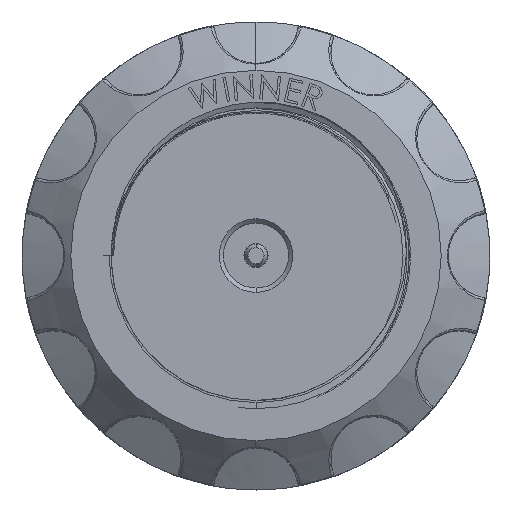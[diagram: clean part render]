
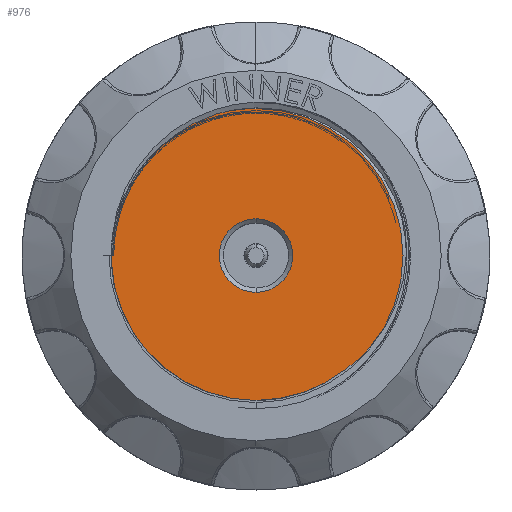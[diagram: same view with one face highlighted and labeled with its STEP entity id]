
A CAD part, top view. The second image highlights one B-rep face of the part: STEP entity #976.
In plain terms, the highlighted planar face has unit normal (0, 0, 1).
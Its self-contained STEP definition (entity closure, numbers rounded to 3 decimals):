
#420 = EDGE_CURVE ( 'NONE', #23418, #23429, #10324, .T. ) ;
#423 = EDGE_CURVE ( 'NONE', #23430, #23418, #10320, .T. ) ;
#440 = EDGE_CURVE ( 'NONE', #23339, #23670, #24228, .T. ) ;
#450 = EDGE_CURVE ( 'NONE', #23670, #23332, #10304, .T. ) ;
#455 = EDGE_CURVE ( 'NONE', #23332, #23430, #10299, .T. ) ;
#459 = EDGE_CURVE ( 'NONE', #23429, #23339, #24234, .T. ) ;
#469 = EDGE_CURVE ( 'NONE', #23388, #23387, #10290, .T. ) ;
#976 = ADVANCED_FACE ( 'NONE', ( #9814, #9805 ), #9137, .F. ) ;
#2805 = DIRECTION ( 'NONE',  ( 0., -1., 0. ) ) ;
#2806 = DIRECTION ( 'NONE',  ( 0., 0., -1. ) ) ;
#2808 = CARTESIAN_POINT ( 'NONE',  ( 0., 0., 70.4 ) ) ;
#3367 = AXIS2_PLACEMENT_3D ( 'NONE', #2808, #2806, #2805 ) ;
#6200 = CIRCLE ( 'NONE', #3367, 2.6 ) ;
#9137 = PLANE ( 'NONE',  #15440 ) ;
#9189 = DIRECTION ( 'NONE',  ( 0., 0., -1. ) ) ;
#9487 = DIRECTION ( 'NONE',  ( 0., -1., 0. ) ) ;
#9502 = CARTESIAN_POINT ( 'NONE',  ( 0., 0., 70.4 ) ) ;
#9805 = FACE_OUTER_BOUND ( 'NONE', #11218, .T. ) ;
#9814 = FACE_BOUND ( 'NONE', #12722, .T. ) ;
#10290 = CIRCLE ( 'NONE', #22101, 2.6 ) ;
#10299 = CIRCLE ( 'NONE', #22115, 10.4 ) ;
#10301 = VECTOR ( 'NONE', #17612, 1000. ) ;
#10304 = LINE ( 'NONE', #17647, #10301 ) ;
#10320 = CIRCLE ( 'NONE', #22085, 10.4 ) ;
#10324 = CIRCLE ( 'NONE', #22135, 10.4 ) ;
#11218 = EDGE_LOOP ( 'NONE', ( #15283, #15282, #15281, #15280, #15279, #15278 ) ) ;
#12722 = EDGE_LOOP ( 'NONE', ( #15285, #15284 ) ) ;
#15278 = ORIENTED_EDGE ( 'NONE', *, *, #459, .T. ) ;
#15279 = ORIENTED_EDGE ( 'NONE', *, *, #420, .T. ) ;
#15280 = ORIENTED_EDGE ( 'NONE', *, *, #423, .T. ) ;
#15281 = ORIENTED_EDGE ( 'NONE', *, *, #455, .T. ) ;
#15282 = ORIENTED_EDGE ( 'NONE', *, *, #450, .T. ) ;
#15283 = ORIENTED_EDGE ( 'NONE', *, *, #440, .T. ) ;
#15284 = ORIENTED_EDGE ( 'NONE', *, *, #469, .T. ) ;
#15285 = ORIENTED_EDGE ( 'NONE', *, *, #21668, .T. ) ;
#15440 = AXIS2_PLACEMENT_3D ( 'NONE', #9502, #9189, #9487 ) ;
#15509 = CARTESIAN_POINT ( 'NONE',  ( -10.063, 0., 70.4 ) ) ;
#15751 = CARTESIAN_POINT ( 'NONE',  ( 0., -10.4, 70.4 ) ) ;
#15752 = CARTESIAN_POINT ( 'NONE',  ( -2.702, 10.043, 70.4 ) ) ;
#15762 = CARTESIAN_POINT ( 'NONE',  ( 0., 10.4, 70.4 ) ) ;
#15788 = CARTESIAN_POINT ( 'NONE',  ( 0., -2.6, 70.4 ) ) ;
#15789 = CARTESIAN_POINT ( 'NONE',  ( 0., 2.6, 70.4 ) ) ;
#15832 = CARTESIAN_POINT ( 'NONE',  ( -7.656, 6.683, 70.4 ) ) ;
#15839 = CARTESIAN_POINT ( 'NONE',  ( -10.4, 0., 70.4 ) ) ;
#17262 = CARTESIAN_POINT ( 'NONE',  ( 0., 0., 70.4 ) ) ;
#17299 = DIRECTION ( 'NONE',  ( 0., -1., 0. ) ) ;
#17300 = DIRECTION ( 'NONE',  ( 0., 0., -1. ) ) ;
#17301 = CARTESIAN_POINT ( 'NONE',  ( 0., 0., 70.4 ) ) ;
#17449 = CARTESIAN_POINT ( 'NONE',  ( -7.656, 6.683, 70.4 ) ) ;
#17451 = CARTESIAN_POINT ( 'NONE',  ( -7.337, 7.081, 70.4 ) ) ;
#17453 = CARTESIAN_POINT ( 'NONE',  ( -6.99, 7.452, 70.4 ) ) ;
#17455 = CARTESIAN_POINT ( 'NONE',  ( -6.241, 8.141, 70.4 ) ) ;
#17457 = CARTESIAN_POINT ( 'NONE',  ( -5.842, 8.456, 70.4 ) ) ;
#17459 = CARTESIAN_POINT ( 'NONE',  ( -5.007, 9.018, 70.4 ) ) ;
#17461 = CARTESIAN_POINT ( 'NONE',  ( -4.571, 9.267, 70.4 ) ) ;
#17463 = CARTESIAN_POINT ( 'NONE',  ( -3.661, 9.704, 70.4 ) ) ;
#17476 = CARTESIAN_POINT ( 'NONE',  ( -2.702, 10.043, 70.4 ) ) ;
#17478 = CARTESIAN_POINT ( 'NONE',  ( -3.184, 9.892, 70.4 ) ) ;
#17518 = DIRECTION ( 'NONE',  ( 0., -1., 0. ) ) ;
#17520 = DIRECTION ( 'NONE',  ( 0., 0., 1. ) ) ;
#17522 = CARTESIAN_POINT ( 'NONE',  ( 0., 0., 70.4 ) ) ;
#17612 = DIRECTION ( 'NONE',  ( -1., 0., 0. ) ) ;
#17647 = CARTESIAN_POINT ( 'NONE',  ( 0., 0., 70.4 ) ) ;
#17824 = CARTESIAN_POINT ( 'NONE',  ( -10.063, 0., 70.4 ) ) ;
#17826 = CARTESIAN_POINT ( 'NONE',  ( -10.063, 0.605, 70.4 ) ) ;
#17832 = CARTESIAN_POINT ( 'NONE',  ( -10.01, 1.204, 70.4 ) ) ;
#17838 = CARTESIAN_POINT ( 'NONE',  ( -9.8, 2.393, 70.4 ) ) ;
#17840 = CARTESIAN_POINT ( 'NONE',  ( -9.643, 2.98, 70.4 ) ) ;
#17844 = CARTESIAN_POINT ( 'NONE',  ( -9.231, 4.114, 70.4 ) ) ;
#17846 = CARTESIAN_POINT ( 'NONE',  ( -8.976, 4.664, 70.4 ) ) ;
#17851 = CARTESIAN_POINT ( 'NONE',  ( -7.656, 6.683, 70.4 ) ) ;
#17892 = CARTESIAN_POINT ( 'NONE',  ( -8.035, 6.212, 70.4 ) ) ;
#17895 = CARTESIAN_POINT ( 'NONE',  ( -8.379, 5.712, 70.4 ) ) ;
#18174 = DIRECTION ( 'NONE',  ( 0., -1., 0. ) ) ;
#18176 = DIRECTION ( 'NONE',  ( 0., 0., 1. ) ) ;
#18180 = CARTESIAN_POINT ( 'NONE',  ( 0., 0., 70.4 ) ) ;
#18203 = DIRECTION ( 'NONE',  ( 0., -1., 0. ) ) ;
#18204 = DIRECTION ( 'NONE',  ( 0., 0., 1. ) ) ;
#21668 = EDGE_CURVE ( 'NONE', #23387, #23388, #6200, .T. ) ;
#22085 = AXIS2_PLACEMENT_3D ( 'NONE', #18180, #18176, #18174 ) ;
#22101 = AXIS2_PLACEMENT_3D ( 'NONE', #17301, #17300, #17299 ) ;
#22115 = AXIS2_PLACEMENT_3D ( 'NONE', #17522, #17520, #17518 ) ;
#22135 = AXIS2_PLACEMENT_3D ( 'NONE', #17262, #18204, #18203 ) ;
#23332 = VERTEX_POINT ( 'NONE', #15839 ) ;
#23339 = VERTEX_POINT ( 'NONE', #15832 ) ;
#23387 = VERTEX_POINT ( 'NONE', #15789 ) ;
#23388 = VERTEX_POINT ( 'NONE', #15788 ) ;
#23418 = VERTEX_POINT ( 'NONE', #15762 ) ;
#23429 = VERTEX_POINT ( 'NONE', #15752 ) ;
#23430 = VERTEX_POINT ( 'NONE', #15751 ) ;
#23670 = VERTEX_POINT ( 'NONE', #15509 ) ;
#24228 = B_SPLINE_CURVE_WITH_KNOTS ( 'NONE', 3,
 ( #17851, #17892, #17895, #17846, #17844, #17840, #17838, #17832, #17826, #17824 ),
 .UNSPECIFIED., .F., .F.,
 ( 4, 2, 2, 2, 4 ),
 ( 0., 0.002, 0.004, 0.005, 0.007 ),
 .UNSPECIFIED. ) ;
#24234 = B_SPLINE_CURVE_WITH_KNOTS ( 'NONE', 3,
 ( #17476, #17478, #17463, #17461, #17459, #17457, #17455, #17453, #17451, #17449 ),
 .UNSPECIFIED., .F., .F.,
 ( 4, 2, 2, 2, 4 ),
 ( 0.016, 0.018, 0.019, 0.021, 0.022 ),
 .UNSPECIFIED. ) ;
